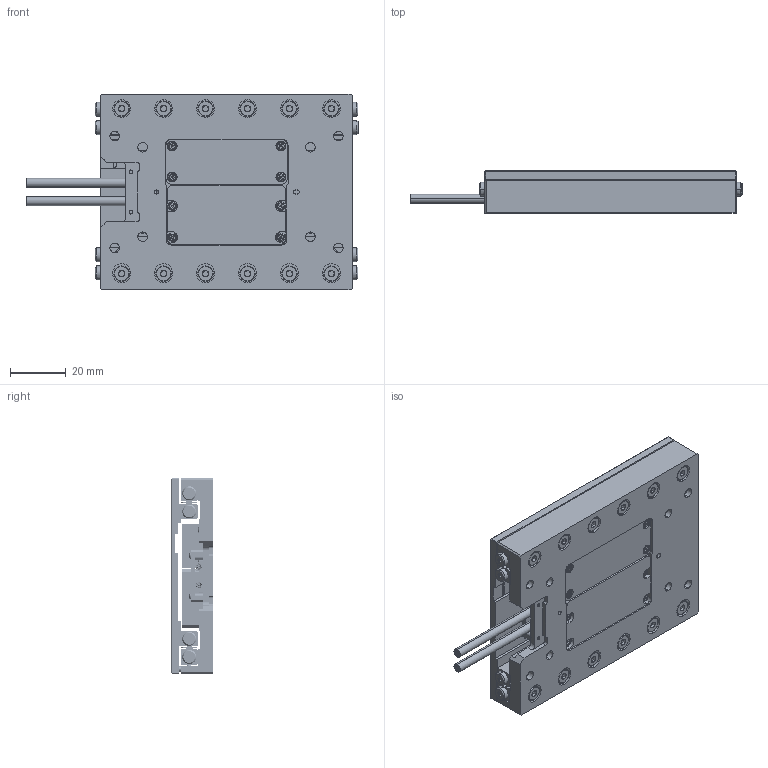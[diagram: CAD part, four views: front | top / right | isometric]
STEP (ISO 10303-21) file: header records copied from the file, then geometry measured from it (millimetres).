
FILE_DESCRIPTION (( 'STEP AP214' ), '1' );
FILE_NAME ('PPS-70-12XXX.STEP', '2025-01-15T22:37:43', ( '' ), ( '' ), 'SwSTEP 2.0', 'SolidWorks 2023', '' );
FILE_SCHEMA (( 'AUTOMOTIVE_DESIGN' ));
Length unit declared in the file: millimetre
Products named in the file (15): PPS-70-12XXX; Screw, SHCS-L, M-DIN_M3 x 0.5 x 08mm; PPS-70, Cable Exit Clamp_DEMO; 130325 Bearing, Slide Way, NB, SV2000_SV 2090; Cooner Black Cable_L40; SCREW, MS-PPH, M-JCIS_M1.6 x 0.35 x 6mm; 431897 Double Piezo Motor Bracket, Std PPS-70_DEMO; Cage, Slide Way, NB, SV2000_SV 2090-16Z; PPS-70, Carriage_Master Part_90; SCREW, MS-PPH, M-JCIS_M2 x 0.4 x 4mm; Set Screw, Cup-H, E-ASME_E1-72 x 1''8; Screw, SHCS-L, M-DIN_M3 x 0.5 x 06mm; PPS-70,  Base_Master Part_L90; 431680 PPS-50, Base Cavity Cover_DEMO; SCREW, MS-PPH, M-JCIS_M2 x 0.4 x 3mm
Assembly tree (54 placements, depth 2):
  PPS-70-12XXX
    PPS-70,  Base_Master Part_L90
    PPS-70, Carriage_Master Part_90
    130325 Bearing, Slide Way, NB, SV2000_SV 2090  x4
    Cage, Slide Way, NB, SV2000_SV 2090-16Z  x2
    SCREW, MS-PPH, M-JCIS_M2 x 0.4 x 4mm  x5
    Screw, SHCS-L, M-DIN_M3 x 0.5 x 06mm  x12
    Screw, SHCS-L, M-DIN_M3 x 0.5 x 08mm  x12
    Set Screw, Cup-H, E-ASME_E1-72 x 1''8  x6
    431897 Double Piezo Motor Bracket, Std PPS-70_DEMO
    SCREW, MS-PPH, M-JCIS_M2 x 0.4 x 3mm  x4
    431680 PPS-50, Base Cavity Cover_DEMO
    Cooner Black Cable_L40  x2
    PPS-70, Cable Exit Clamp_DEMO
    SCREW, MS-PPH, M-JCIS_M1.6 x 0.35 x 6mm  x2
Bounding box: 118.7 x 15 x 70 mm (x, y, z)
Volume: 65913 mm3; surface area: 56497.7 mm2
Topology: 80 solids, 80 shells, 2609 faces, 6104 edges, 3738 vertices
Faces by surface type: plane 1061, cylinder 826, cone 416, torus 258, bspline 48
Entity records: 76440 total; most frequent: CARTESIAN_POINT 50962, DIRECTION 5349, ORIENTED_EDGE 4996, EDGE_CURVE 2498, AXIS2_PLACEMENT_3D 1982, VERTEX_POINT 1617, LINE 1385, VECTOR 1385
